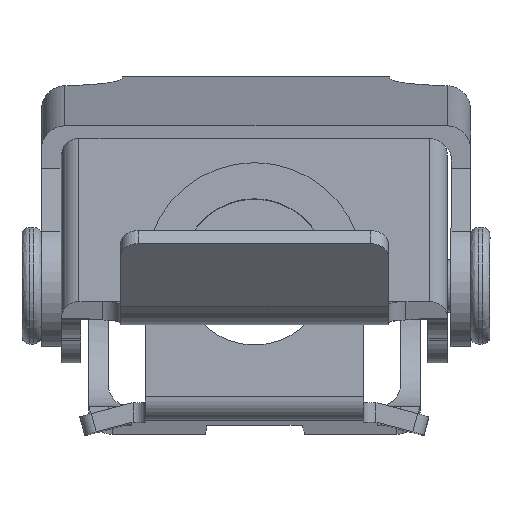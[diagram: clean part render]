
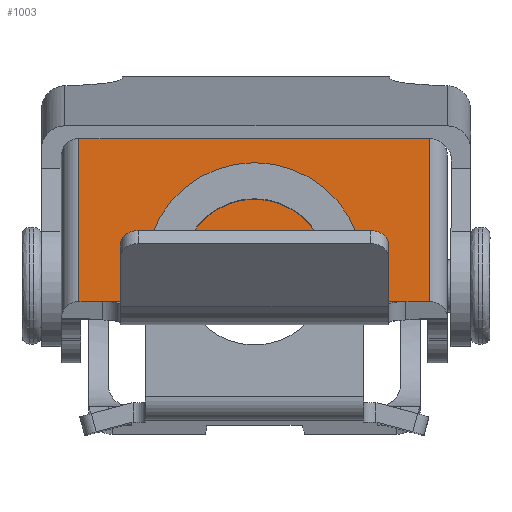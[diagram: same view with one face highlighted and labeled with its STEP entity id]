
A CAD part, front view. The second image highlights one B-rep face of the part: STEP entity #1003.
In plain terms, the highlighted planar face has unit normal (0, -0.341, 0.94).
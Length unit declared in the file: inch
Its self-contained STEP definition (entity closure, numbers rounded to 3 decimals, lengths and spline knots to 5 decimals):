
#84 = EDGE_CURVE ( 'NONE', #687, #5003, #274, .T. ) ;
#85 = CARTESIAN_POINT ( 'NONE',  ( -0.28978, -1.20377, -0.94342 ) ) ;
#103 = CIRCLE ( 'NONE', #1060, 0.015 ) ;
#255 = DIRECTION ( 'NONE',  ( 0., 0.341, -0.94 ) ) ;
#265 = LINE ( 'NONE', #1056, #1522 ) ;
#273 = EDGE_CURVE ( 'NONE', #597, #548, #1369, .T. ) ;
#274 = LINE ( 'NONE', #5274, #2992 ) ;
#314 = DIRECTION ( 'NONE',  ( -1., 0., 0. ) ) ;
#497 = CARTESIAN_POINT ( 'NONE',  ( -0.67828, -1.20377, -0.94342 ) ) ;
#548 = VERTEX_POINT ( 'NONE', #3535 ) ;
#597 = VERTEX_POINT ( 'NONE', #1082 ) ;
#641 = VECTOR ( 'NONE', #4205, 39.37008 ) ;
#687 = VERTEX_POINT ( 'NONE', #2528 ) ;
#690 = FACE_BOUND ( 'NONE', #4625, .T. ) ;
#725 = DIRECTION ( 'NONE',  ( 0., -0.94, -0.341 ) ) ;
#727 = ORIENTED_EDGE ( 'NONE', *, *, #4843, .F. ) ;
#751 = VERTEX_POINT ( 'NONE', #754 ) ;
#754 = CARTESIAN_POINT ( 'NONE',  ( 0.02272, -0.856, -0.81711 ) ) ;
#848 = DIRECTION ( 'NONE',  ( 1., 0., 0. ) ) ;
#895 = VERTEX_POINT ( 'NONE', #5165 ) ;
#948 = CARTESIAN_POINT ( 'NONE',  ( -0.78478, -1.20377, -0.94342 ) ) ;
#976 = CIRCLE ( 'NONE', #1684, 0.015 ) ;
#982 = ORIENTED_EDGE ( 'NONE', *, *, #3174, .F. ) ;
#1003 = ADVANCED_FACE ( 'NONE', ( #690, #1431 ), #5223, .F. ) ;
#1056 = CARTESIAN_POINT ( 'NONE',  ( -0.78478, -1.20377, -0.94342 ) ) ;
#1060 = AXIS2_PLACEMENT_3D ( 'NONE', #2110, #3035, #3784 ) ;
#1082 = CARTESIAN_POINT ( 'NONE',  ( 0.16022, -0.05236, -0.52523 ) ) ;
#1092 = CARTESIAN_POINT ( 'NONE',  ( -0.73978, -0.62806, -0.73432 ) ) ;
#1171 = DIRECTION ( 'NONE',  ( 0., -0.341, 0.94 ) ) ;
#1221 = ORIENTED_EDGE ( 'NONE', *, *, #84, .F. ) ;
#1307 = ORIENTED_EDGE ( 'NONE', *, *, #5213, .F. ) ;
#1310 = CARTESIAN_POINT ( 'NONE',  ( -0.58728, -0.856, -0.81711 ) ) ;
#1369 = LINE ( 'NONE', #4714, #3081 ) ;
#1416 = VECTOR ( 'NONE', #848, 39.37008 ) ;
#1431 = FACE_OUTER_BOUND ( 'NONE', #1765, .T. ) ;
#1440 = EDGE_CURVE ( 'NONE', #3413, #751, #5190, .T. ) ;
#1460 = VERTEX_POINT ( 'NONE', #3601 ) ;
#1522 = VECTOR ( 'NONE', #3188, 39.37008 ) ;
#1680 = CARTESIAN_POINT ( 'NONE',  ( -0.73978, -0.05236, -0.52523 ) ) ;
#1684 = AXIS2_PLACEMENT_3D ( 'NONE', #3728, #4540, #4141 ) ;
#1718 = EDGE_CURVE ( 'NONE', #4143, #4264, #4276, .T. ) ;
#1765 = EDGE_LOOP ( 'NONE', ( #982, #2661, #1307, #5024, #727, #2241 ) ) ;
#1875 = CARTESIAN_POINT ( 'NONE',  ( -0.28978, -0.05236, -0.52523 ) ) ;
#1891 = DIRECTION ( 'NONE',  ( 1., 0., 0. ) ) ;
#1910 = EDGE_CURVE ( 'NONE', #1460, #895, #4765, .T. ) ;
#1931 = DIRECTION ( 'NONE',  ( -1., 0., 0. ) ) ;
#1936 = VECTOR ( 'NONE', #4031, 39.37008 ) ;
#2110 = CARTESIAN_POINT ( 'NONE',  ( 0.00772, -0.856, -0.81711 ) ) ;
#2226 = ORIENTED_EDGE ( 'NONE', *, *, #1440, .F. ) ;
#2241 = ORIENTED_EDGE ( 'NONE', *, *, #3212, .F. ) ;
#2302 = DIRECTION ( 'NONE',  ( 0., -0.341, 0.94 ) ) ;
#2323 = CARTESIAN_POINT ( 'NONE',  ( -0.28978, -0.62806, -0.73432 ) ) ;
#2358 = LINE ( 'NONE', #1875, #1936 ) ;
#2447 = VERTEX_POINT ( 'NONE', #5368 ) ;
#2528 = CARTESIAN_POINT ( 'NONE',  ( 0.00772, -0.8419, -0.81199 ) ) ;
#2592 = AXIS2_PLACEMENT_3D ( 'NONE', #4932, #1171, #3590 ) ;
#2661 = ORIENTED_EDGE ( 'NONE', *, *, #1718, .F. ) ;
#2885 = CARTESIAN_POINT ( 'NONE',  ( -0.58728, -0.8419, -0.81199 ) ) ;
#2992 = VECTOR ( 'NONE', #1931, 39.37008 ) ;
#3035 = DIRECTION ( 'NONE',  ( 0., -0.341, 0.94 ) ) ;
#3081 = VECTOR ( 'NONE', #4691, 39.37008 ) ;
#3169 = VECTOR ( 'NONE', #5184, 39.37008 ) ;
#3174 = EDGE_CURVE ( 'NONE', #4264, #3742, #265, .T. ) ;
#3188 = DIRECTION ( 'NONE',  ( -1., 0., 0. ) ) ;
#3212 = EDGE_CURVE ( 'NONE', #3742, #3420, #4743, .T. ) ;
#3318 = ORIENTED_EDGE ( 'NONE', *, *, #5255, .F. ) ;
#3413 = VERTEX_POINT ( 'NONE', #3640 ) ;
#3420 = VERTEX_POINT ( 'NONE', #1680 ) ;
#3478 = EDGE_CURVE ( 'NONE', #895, #2447, #976, .T. ) ;
#3535 = CARTESIAN_POINT ( 'NONE',  ( 0.16022, -1.20377, -0.94342 ) ) ;
#3574 = EDGE_CURVE ( 'NONE', #751, #687, #103, .T. ) ;
#3590 = DIRECTION ( 'NONE',  ( 1., 0., 0. ) ) ;
#3601 = CARTESIAN_POINT ( 'NONE',  ( -0.60228, -0.856, -0.81711 ) ) ;
#3640 = CARTESIAN_POINT ( 'NONE',  ( 0.02272, -1.00356, -0.8707 ) ) ;
#3670 = CARTESIAN_POINT ( 'NONE',  ( -0.60228, -0.62806, -0.73432 ) ) ;
#3689 = ORIENTED_EDGE ( 'NONE', *, *, #3478, .F. ) ;
#3690 = VECTOR ( 'NONE', #4334, 39.37008 ) ;
#3709 = CARTESIAN_POINT ( 'NONE',  ( 0.00772, -1.01766, -0.87582 ) ) ;
#3728 = CARTESIAN_POINT ( 'NONE',  ( -0.58728, -1.00356, -0.8707 ) ) ;
#3742 = VERTEX_POINT ( 'NONE', #3989 ) ;
#3784 = DIRECTION ( 'NONE',  ( 1., 0., 0. ) ) ;
#3828 = ORIENTED_EDGE ( 'NONE', *, *, #5023, .F. ) ;
#3853 = CIRCLE ( 'NONE', #4030, 0.015 ) ;
#3857 = DIRECTION ( 'NONE',  ( -1., 0., 0. ) ) ;
#3989 = CARTESIAN_POINT ( 'NONE',  ( -0.73978, -1.20377, -0.94342 ) ) ;
#4030 = AXIS2_PLACEMENT_3D ( 'NONE', #1310, #2302, #1891 ) ;
#4031 = DIRECTION ( 'NONE',  ( 1., 0., 0. ) ) ;
#4085 = LINE ( 'NONE', #4582, #1416 ) ;
#4141 = DIRECTION ( 'NONE',  ( 1., 0., 0. ) ) ;
#4143 = VERTEX_POINT ( 'NONE', #5351 ) ;
#4205 = DIRECTION ( 'NONE',  ( -1., 0., 0. ) ) ;
#4264 = VERTEX_POINT ( 'NONE', #497 ) ;
#4276 = LINE ( 'NONE', #85, #641 ) ;
#4334 = DIRECTION ( 'NONE',  ( 0., 0.94, 0.341 ) ) ;
#4483 = EDGE_CURVE ( 'NONE', #4604, #3413, #4688, .T. ) ;
#4540 = DIRECTION ( 'NONE',  ( 0., -0.341, 0.94 ) ) ;
#4582 = CARTESIAN_POINT ( 'NONE',  ( -0.28978, -1.01766, -0.87582 ) ) ;
#4604 = VERTEX_POINT ( 'NONE', #3709 ) ;
#4625 = EDGE_LOOP ( 'NONE', ( #4737, #3828, #3689, #4809, #3318, #1221, #5231, #2226 ) ) ;
#4680 = LINE ( 'NONE', #948, #4899 ) ;
#4688 = CIRCLE ( 'NONE', #2592, 0.015 ) ;
#4691 = DIRECTION ( 'NONE',  ( 0., -0.94, -0.341 ) ) ;
#4714 = CARTESIAN_POINT ( 'NONE',  ( 0.16022, -0.62806, -0.73432 ) ) ;
#4737 = ORIENTED_EDGE ( 'NONE', *, *, #4483, .F. ) ;
#4743 = LINE ( 'NONE', #1092, #3169 ) ;
#4765 = LINE ( 'NONE', #3670, #5004 ) ;
#4771 = CARTESIAN_POINT ( 'NONE',  ( 0.02272, -0.62806, -0.73432 ) ) ;
#4809 = ORIENTED_EDGE ( 'NONE', *, *, #1910, .F. ) ;
#4843 = EDGE_CURVE ( 'NONE', #3420, #597, #2358, .T. ) ;
#4899 = VECTOR ( 'NONE', #3857, 39.37008 ) ;
#4932 = CARTESIAN_POINT ( 'NONE',  ( 0.00772, -1.00356, -0.8707 ) ) ;
#5003 = VERTEX_POINT ( 'NONE', #2885 ) ;
#5004 = VECTOR ( 'NONE', #725, 39.37008 ) ;
#5023 = EDGE_CURVE ( 'NONE', #2447, #4604, #4085, .T. ) ;
#5024 = ORIENTED_EDGE ( 'NONE', *, *, #273, .F. ) ;
#5165 = CARTESIAN_POINT ( 'NONE',  ( -0.60228, -1.00356, -0.8707 ) ) ;
#5180 = AXIS2_PLACEMENT_3D ( 'NONE', #2323, #255, #314 ) ;
#5184 = DIRECTION ( 'NONE',  ( 0., 0.94, 0.341 ) ) ;
#5190 = LINE ( 'NONE', #4771, #3690 ) ;
#5213 = EDGE_CURVE ( 'NONE', #548, #4143, #4680, .T. ) ;
#5223 = PLANE ( 'NONE',  #5180 ) ;
#5231 = ORIENTED_EDGE ( 'NONE', *, *, #3574, .F. ) ;
#5255 = EDGE_CURVE ( 'NONE', #5003, #1460, #3853, .T. ) ;
#5274 = CARTESIAN_POINT ( 'NONE',  ( -0.28978, -0.8419, -0.81199 ) ) ;
#5351 = CARTESIAN_POINT ( 'NONE',  ( 0.09872, -1.20377, -0.94342 ) ) ;
#5368 = CARTESIAN_POINT ( 'NONE',  ( -0.58728, -1.01766, -0.87582 ) ) ;
